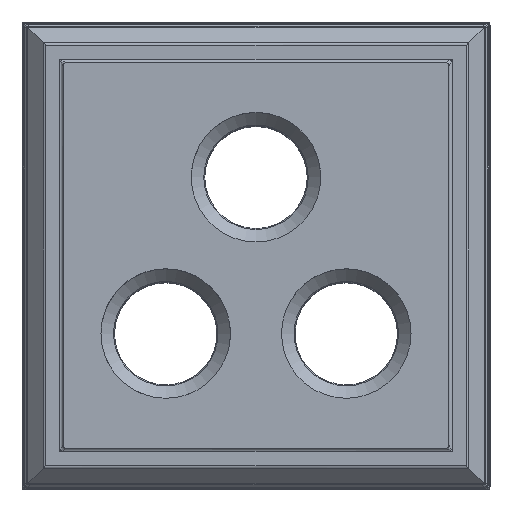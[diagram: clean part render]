
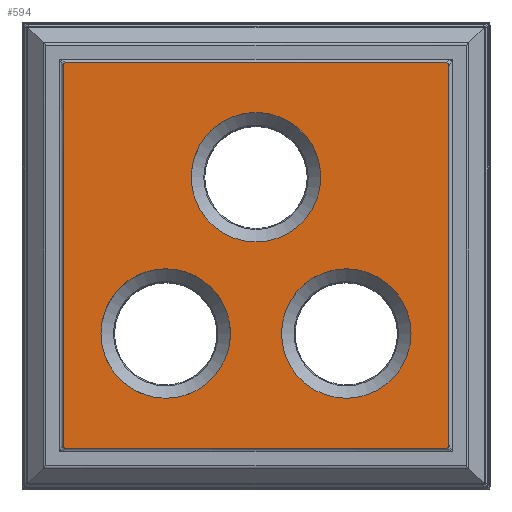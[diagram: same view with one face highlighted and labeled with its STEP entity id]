
A CAD part, top view. The second image highlights one B-rep face of the part: STEP entity #594.
In plain terms, the highlighted planar face has unit normal (0, 0, 1).
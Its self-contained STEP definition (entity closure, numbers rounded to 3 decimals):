
#594=ADVANCED_FACE('',(#1822,#1823,#1824,#1825),#946,.T.);
#946=PLANE('',#5138);
#1080=B_SPLINE_CURVE_WITH_KNOTS('',3,(#7076,#7077,#7078,#7079),
 .UNSPECIFIED.,.F.,.F.,(4,4),(0.,1.),.UNSPECIFIED.);
#1081=B_SPLINE_CURVE_WITH_KNOTS('',3,(#7082,#7083,#7084,#7085,#7086,#7087,
#7088,#7089,#7090,#7091,#7092,#7093,#7094,#7095,#7096,#7097,#7098,#7099),
 .UNSPECIFIED.,.F.,.F.,(4,2,2,2,2,2,2,2,4),(0.,0.125,0.25,0.375,0.5,0.625,
0.75,0.875,1.),.UNSPECIFIED.);
#1272=LINE('',#7060,#1536);
#1273=LINE('',#7065,#1537);
#1274=LINE('',#7069,#1538);
#1275=LINE('',#7073,#1539);
#1536=VECTOR('',#5683,1.);
#1537=VECTOR('',#5686,1.);
#1538=VECTOR('',#5689,1.);
#1539=VECTOR('',#5692,1.);
#1822=FACE_BOUND('',#2024,.T.);
#1823=FACE_BOUND('',#2025,.T.);
#1824=FACE_BOUND('',#2026,.T.);
#1825=FACE_BOUND('',#2027,.T.);
#2024=EDGE_LOOP('',(#2484));
#2025=EDGE_LOOP('',(#2485));
#2026=EDGE_LOOP('',(#2486,#2487,#2488,#2489,#2490,#2491,#2492,#2493));
#2027=EDGE_LOOP('',(#2494,#2495));
#2484=ORIENTED_EDGE('',*,*,#4279,.T.);
#2485=ORIENTED_EDGE('',*,*,#4280,.T.);
#2486=ORIENTED_EDGE('',*,*,#4281,.F.);
#2487=ORIENTED_EDGE('',*,*,#4282,.T.);
#2488=ORIENTED_EDGE('',*,*,#4283,.T.);
#2489=ORIENTED_EDGE('',*,*,#4284,.T.);
#2490=ORIENTED_EDGE('',*,*,#4285,.T.);
#2491=ORIENTED_EDGE('',*,*,#4286,.T.);
#2492=ORIENTED_EDGE('',*,*,#4287,.F.);
#2493=ORIENTED_EDGE('',*,*,#4288,.T.);
#2494=ORIENTED_EDGE('',*,*,#4289,.F.);
#2495=ORIENTED_EDGE('',*,*,#4290,.F.);
#3846=VERTEX_POINT('',#7057);
#3847=VERTEX_POINT('',#7059);
#3848=VERTEX_POINT('',#7061);
#3849=VERTEX_POINT('',#7062);
#3850=VERTEX_POINT('',#7064);
#3851=VERTEX_POINT('',#7066);
#3852=VERTEX_POINT('',#7068);
#3853=VERTEX_POINT('',#7070);
#3854=VERTEX_POINT('',#7072);
#3855=VERTEX_POINT('',#7074);
#3856=VERTEX_POINT('',#7080);
#3857=VERTEX_POINT('',#7081);
#4279=EDGE_CURVE('',#3846,#3846,#4960,.T.);
#4280=EDGE_CURVE('',#3847,#3847,#4961,.T.);
#4281=EDGE_CURVE('',#3848,#3849,#1272,.T.);
#4282=EDGE_CURVE('',#3848,#3850,#4962,.T.);
#4283=EDGE_CURVE('',#3850,#3851,#1273,.T.);
#4284=EDGE_CURVE('',#3851,#3852,#4963,.T.);
#4285=EDGE_CURVE('',#3852,#3853,#1274,.T.);
#4286=EDGE_CURVE('',#3853,#3854,#4964,.T.);
#4287=EDGE_CURVE('',#3855,#3854,#1275,.T.);
#4288=EDGE_CURVE('',#3855,#3849,#4965,.T.);
#4289=EDGE_CURVE('',#3856,#3857,#1080,.T.);
#4290=EDGE_CURVE('',#3857,#3856,#1081,.T.);
#4960=CIRCLE('',#5132,2.87);
#4961=CIRCLE('',#5133,2.87);
#4962=CIRCLE('',#5134,0.15);
#4963=CIRCLE('',#5135,0.15);
#4964=CIRCLE('',#5136,0.15);
#4965=CIRCLE('',#5137,0.15);
#5132=AXIS2_PLACEMENT_3D('',#7056,#5679,#5680);
#5133=AXIS2_PLACEMENT_3D('',#7058,#5681,#5682);
#5134=AXIS2_PLACEMENT_3D('',#7063,#5684,#5685);
#5135=AXIS2_PLACEMENT_3D('',#7067,#5687,#5688);
#5136=AXIS2_PLACEMENT_3D('',#7071,#5690,#5691);
#5137=AXIS2_PLACEMENT_3D('',#7075,#5693,#5694);
#5138=AXIS2_PLACEMENT_3D('',#7100,#5695,#5696);
#5679=DIRECTION('',(0.,0.,-1.));
#5680=DIRECTION('',(1.,0.,0.));
#5681=DIRECTION('',(0.,0.,-1.));
#5682=DIRECTION('',(-1.,0.,0.));
#5683=DIRECTION('',(0.,-1.,0.));
#5684=DIRECTION('',(0.,0.,1.));
#5685=DIRECTION('',(1.,0.,0.));
#5686=DIRECTION('',(-1.,0.,0.));
#5687=DIRECTION('',(0.,0.,1.));
#5688=DIRECTION('',(1.,0.,0.));
#5689=DIRECTION('',(0.,-1.,0.));
#5690=DIRECTION('',(0.,0.,1.));
#5691=DIRECTION('',(1.,0.,0.));
#5692=DIRECTION('',(-1.,0.,0.));
#5693=DIRECTION('',(0.,0.,1.));
#5694=DIRECTION('',(1.,0.,0.));
#5695=DIRECTION('',(0.,0.,1.));
#5696=DIRECTION('',(-1.,0.,0.));
#7056=CARTESIAN_POINT('',(4.001,-3.46,17.5));
#7057=CARTESIAN_POINT('',(6.871,-3.46,17.5));
#7058=CARTESIAN_POINT('',(0.,3.47,17.5));
#7059=CARTESIAN_POINT('',(-2.87,3.47,17.5));
#7060=CARTESIAN_POINT('',(8.55,11.,17.5));
#7061=CARTESIAN_POINT('',(8.55,8.4,17.5));
#7062=CARTESIAN_POINT('',(8.55,-8.4,17.5));
#7063=CARTESIAN_POINT('',(8.4,8.4,17.5));
#7064=CARTESIAN_POINT('',(8.4,8.55,17.5));
#7065=CARTESIAN_POINT('',(11.,8.55,17.5));
#7066=CARTESIAN_POINT('',(-8.4,8.55,17.5));
#7067=CARTESIAN_POINT('',(-8.4,8.4,17.5));
#7068=CARTESIAN_POINT('',(-8.55,8.4,17.5));
#7069=CARTESIAN_POINT('',(-8.55,11.,17.5));
#7070=CARTESIAN_POINT('',(-8.55,-8.4,17.5));
#7071=CARTESIAN_POINT('',(-8.4,-8.4,17.5));
#7072=CARTESIAN_POINT('',(-8.4,-8.55,17.5));
#7073=CARTESIAN_POINT('',(8.75,-8.55,17.5));
#7074=CARTESIAN_POINT('',(8.4,-8.55,17.5));
#7075=CARTESIAN_POINT('',(8.4,-8.4,17.5));
#7076=CARTESIAN_POINT('',(-2.566,-5.945,17.5));
#7077=CARTESIAN_POINT('',(-1.698,-5.445,17.5));
#7078=CARTESIAN_POINT('',(-1.131,-4.462,17.5));
#7079=CARTESIAN_POINT('',(-1.131,-3.46,17.5));
#7080=CARTESIAN_POINT('',(-2.566,-5.945,17.5));
#7081=CARTESIAN_POINT('',(-1.128,-3.46,17.5));
#7082=CARTESIAN_POINT('',(-1.131,-3.46,17.5));
#7083=CARTESIAN_POINT('',(-1.131,-2.834,17.5));
#7084=CARTESIAN_POINT('',(-1.343,-2.21,17.5));
#7085=CARTESIAN_POINT('',(-2.105,-1.216,17.5));
#7086=CARTESIAN_POINT('',(-2.653,-0.85,17.5));
#7087=CARTESIAN_POINT('',(-3.863,-0.526,17.5));
#7088=CARTESIAN_POINT('',(-4.521,-0.569,17.5));
#7089=CARTESIAN_POINT('',(-5.678,-1.048,17.5));
#7090=CARTESIAN_POINT('',(-6.173,-1.483,17.5));
#7091=CARTESIAN_POINT('',(-6.8,-2.567,17.5));
#7092=CARTESIAN_POINT('',(-6.928,-3.214,17.5));
#7093=CARTESIAN_POINT('',(-6.765,-4.455,17.5));
#7094=CARTESIAN_POINT('',(-6.473,-5.047,17.5));
#7095=CARTESIAN_POINT('',(-5.588,-5.932,17.5));
#7096=CARTESIAN_POINT('',(-4.996,-6.224,17.5));
#7097=CARTESIAN_POINT('',(-3.755,-6.387,17.5));
#7098=CARTESIAN_POINT('',(-3.108,-6.259,17.5));
#7099=CARTESIAN_POINT('',(-2.566,-5.945,17.5));
#7100=CARTESIAN_POINT('',(8.75,11.,17.5));
